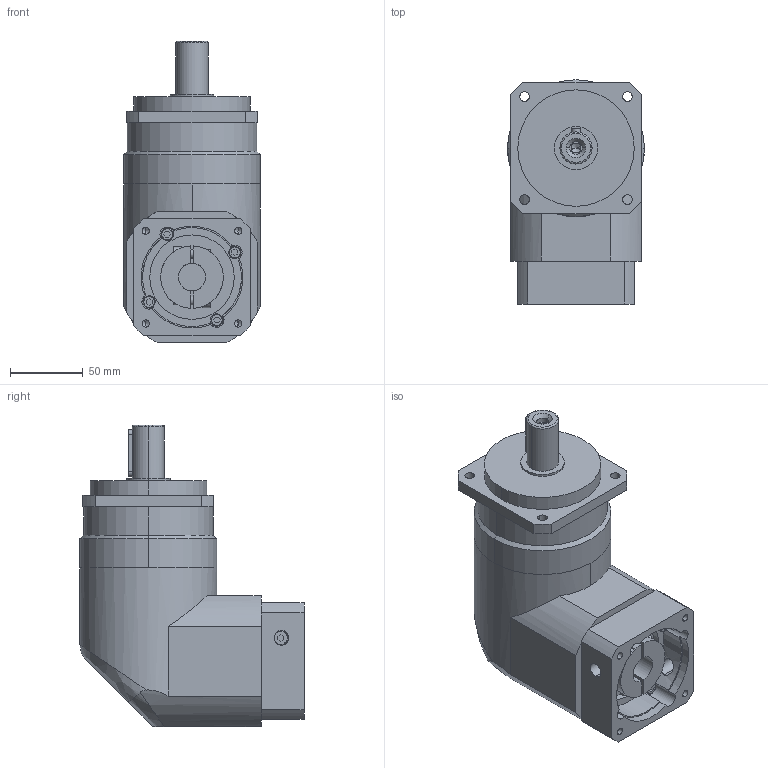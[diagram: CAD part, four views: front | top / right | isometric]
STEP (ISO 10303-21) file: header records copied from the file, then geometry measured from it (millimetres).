
FILE_DESCRIPTION (( 'STEP AP203' ), '1' );
FILE_NAME ('GPVR090-L1-(19-70-90-M6).STEP', '2022-05-26T07:59:54', ( '微软用户' ), ( '微软中国' ), 'SwSTEP 2.0', 'SolidWorks 2018', '' );
FILE_SCHEMA (( 'CONFIG_CONTROL_DESIGN' ));
Length unit declared in the file: millimetre
Products named in the file (1): GPVR090-L1-(19-70-90-M6)
Bounding box: 94 x 154 x 207 mm (x, y, z)
Volume: 1443462.9 mm3; surface area: 118585.5 mm2
Topology: 4 solids, 4 shells, 251 faces, 617 edges, 393 vertices
Faces by surface type: plane 113, cylinder 107, torus 14, cone 14, bspline 3
Entity records: 8187 total; most frequent: CARTESIAN_POINT 2042, DIRECTION 1326, ORIENTED_EDGE 1214, EDGE_CURVE 607, AXIS2_PLACEMENT_3D 503, VERTEX_POINT 393, LINE 320, VECTOR 320
